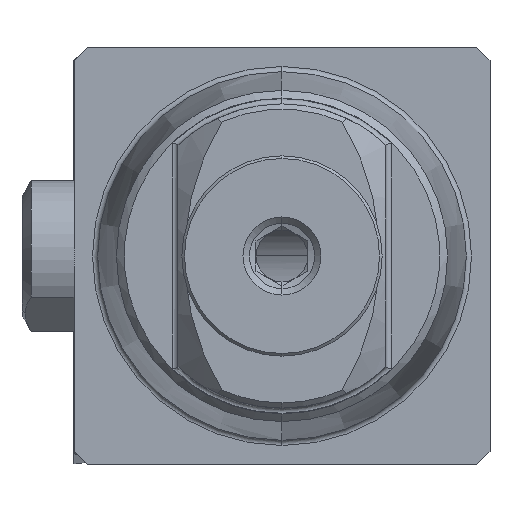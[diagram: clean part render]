
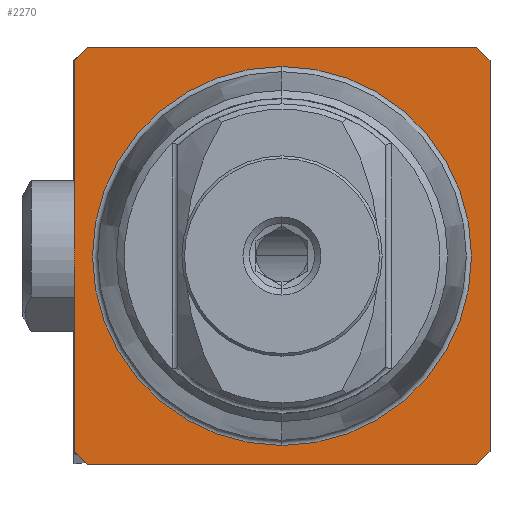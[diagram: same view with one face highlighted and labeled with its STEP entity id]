
A CAD part, left-side view. The second image highlights one B-rep face of the part: STEP entity #2270.
In plain terms, the highlighted planar face has unit normal (-1, 0, 0).
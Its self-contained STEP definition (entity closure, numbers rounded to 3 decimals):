
#359 = CARTESIAN_POINT ( 'NONE',  ( 0., 0., 7.287 ) ) ;
#388 = CARTESIAN_POINT ( 'NONE',  ( 0., -7.5, -8. ) ) ;
#404 = CARTESIAN_POINT ( 'NONE',  ( 0., 7.5, -8. ) ) ;
#406 = DIRECTION ( 'NONE',  ( -1., 0., 0. ) ) ;
#479 = VECTOR ( 'NONE', #7996, 1000. ) ;
#508 = CARTESIAN_POINT ( 'NONE',  ( 0., 8., 0. ) ) ;
#578 = CIRCLE ( 'NONE', #2135, 7.287 ) ;
#585 = LINE ( 'NONE', #4526, #3315 ) ;
#677 = CARTESIAN_POINT ( 'NONE',  ( 0., 8., -7.5 ) ) ;
#820 = CARTESIAN_POINT ( 'NONE',  ( 0., 8., 7.5 ) ) ;
#871 = EDGE_CURVE ( 'NONE', #1799, #1975, #7199, .T. ) ;
#1008 = CARTESIAN_POINT ( 'NONE',  ( 0., -8., -7.5 ) ) ;
#1180 = CARTESIAN_POINT ( 'NONE',  ( 0., -7.5, 8. ) ) ;
#1316 = CARTESIAN_POINT ( 'NONE',  ( 0., 7.5, 8. ) ) ;
#1514 = FACE_BOUND ( 'NONE', #3057, .T. ) ;
#1573 = VERTEX_POINT ( 'NONE', #3509 ) ;
#1596 = PLANE ( 'NONE',  #4877 ) ;
#1630 = DIRECTION ( 'NONE',  ( -1., 0., 0. ) ) ;
#1778 = CARTESIAN_POINT ( 'NONE',  ( 0., -8., 7.5 ) ) ;
#1799 = VERTEX_POINT ( 'NONE', #1316 ) ;
#1869 = DIRECTION ( 'NONE',  ( 0., -1., 0. ) ) ;
#1975 = VERTEX_POINT ( 'NONE', #820 ) ;
#2135 = AXIS2_PLACEMENT_3D ( 'NONE', #7491, #1630, #6913 ) ;
#2142 = VECTOR ( 'NONE', #3992, 1000. ) ;
#2168 = ORIENTED_EDGE ( 'NONE', *, *, #7328, .F. ) ;
#2215 = VECTOR ( 'NONE', #4472, 1000. ) ;
#2219 = DIRECTION ( 'NONE',  ( 0., 1., 0. ) ) ;
#2270 = ADVANCED_FACE ( 'NONE', ( #1514, #2969 ), #1596, .F. ) ;
#2400 = DIRECTION ( 'NONE',  ( 0., -0.707, 0.707 ) ) ;
#2472 = EDGE_CURVE ( 'NONE', #6061, #5481, #4518, .T. ) ;
#2655 = EDGE_CURVE ( 'NONE', #3478, #1573, #7817, .T. ) ;
#2727 = VERTEX_POINT ( 'NONE', #359 ) ;
#2847 = VECTOR ( 'NONE', #4447, 1000. ) ;
#2880 = LINE ( 'NONE', #5554, #7398 ) ;
#2969 = FACE_OUTER_BOUND ( 'NONE', #7389, .T. ) ;
#3057 = EDGE_LOOP ( 'NONE', ( #2168, #7719 ) ) ;
#3110 = DIRECTION ( 'NONE',  ( 0., 0., 1. ) ) ;
#3275 = EDGE_CURVE ( 'NONE', #6982, #7826, #5146, .T. ) ;
#3315 = VECTOR ( 'NONE', #1869, 1000. ) ;
#3385 = ORIENTED_EDGE ( 'NONE', *, *, #4172, .F. ) ;
#3478 = VERTEX_POINT ( 'NONE', #677 ) ;
#3479 = ORIENTED_EDGE ( 'NONE', *, *, #7875, .F. ) ;
#3509 = CARTESIAN_POINT ( 'NONE',  ( 0., 7.5, -8. ) ) ;
#3516 = VECTOR ( 'NONE', #5190, 1000. ) ;
#3602 = ORIENTED_EDGE ( 'NONE', *, *, #7941, .F. ) ;
#3790 = CARTESIAN_POINT ( 'NONE',  ( 0., -7.5, 8. ) ) ;
#3992 = DIRECTION ( 'NONE',  ( 0., 0., -1. ) ) ;
#4165 = LINE ( 'NONE', #8086, #2142 ) ;
#4172 = EDGE_CURVE ( 'NONE', #1799, #7826, #585, .T. ) ;
#4183 = VECTOR ( 'NONE', #2400, 1000. ) ;
#4447 = DIRECTION ( 'NONE',  ( 0., 0., 1. ) ) ;
#4472 = DIRECTION ( 'NONE',  ( 0., -0.707, -0.707 ) ) ;
#4482 = CARTESIAN_POINT ( 'NONE',  ( 0., 8., 7.5 ) ) ;
#4497 = EDGE_CURVE ( 'NONE', #6061, #1573, #2880, .T. ) ;
#4518 = LINE ( 'NONE', #7194, #4183 ) ;
#4526 = CARTESIAN_POINT ( 'NONE',  ( 0., 7.287, 8. ) ) ;
#4759 = VERTEX_POINT ( 'NONE', #6590 ) ;
#4871 = ORIENTED_EDGE ( 'NONE', *, *, #871, .T. ) ;
#4877 = AXIS2_PLACEMENT_3D ( 'NONE', #6350, #5557, #4981 ) ;
#4981 = DIRECTION ( 'NONE',  ( 0., 0., -1. ) ) ;
#5146 = LINE ( 'NONE', #1180, #3516 ) ;
#5190 = DIRECTION ( 'NONE',  ( 0., 0.707, 0.707 ) ) ;
#5346 = AXIS2_PLACEMENT_3D ( 'NONE', #7777, #406, #3110 ) ;
#5481 = VERTEX_POINT ( 'NONE', #1008 ) ;
#5554 = CARTESIAN_POINT ( 'NONE',  ( 0., 7.287, -8. ) ) ;
#5557 = DIRECTION ( 'NONE',  ( 1., 0., 0. ) ) ;
#5591 = ORIENTED_EDGE ( 'NONE', *, *, #2655, .T. ) ;
#5796 = LINE ( 'NONE', #508, #2847 ) ;
#6061 = VERTEX_POINT ( 'NONE', #388 ) ;
#6350 = CARTESIAN_POINT ( 'NONE',  ( 0., 7.287, 0. ) ) ;
#6536 = ORIENTED_EDGE ( 'NONE', *, *, #2472, .T. ) ;
#6590 = CARTESIAN_POINT ( 'NONE',  ( 0., 0., -7.287 ) ) ;
#6913 = DIRECTION ( 'NONE',  ( 0., 0., 1. ) ) ;
#6982 = VERTEX_POINT ( 'NONE', #1778 ) ;
#7071 = EDGE_CURVE ( 'NONE', #4759, #2727, #7754, .T. ) ;
#7194 = CARTESIAN_POINT ( 'NONE',  ( 0., -8., -7.5 ) ) ;
#7199 = LINE ( 'NONE', #4482, #479 ) ;
#7328 = EDGE_CURVE ( 'NONE', #2727, #4759, #578, .T. ) ;
#7389 = EDGE_LOOP ( 'NONE', ( #3479, #5591, #7487, #6536, #3602, #8611, #3385, #4871 ) ) ;
#7398 = VECTOR ( 'NONE', #2219, 1000. ) ;
#7487 = ORIENTED_EDGE ( 'NONE', *, *, #4497, .F. ) ;
#7491 = CARTESIAN_POINT ( 'NONE',  ( 0., 0., 0. ) ) ;
#7719 = ORIENTED_EDGE ( 'NONE', *, *, #7071, .F. ) ;
#7754 = CIRCLE ( 'NONE', #5346, 7.287 ) ;
#7777 = CARTESIAN_POINT ( 'NONE',  ( 0., 0., 0. ) ) ;
#7817 = LINE ( 'NONE', #404, #2215 ) ;
#7826 = VERTEX_POINT ( 'NONE', #3790 ) ;
#7875 = EDGE_CURVE ( 'NONE', #3478, #1975, #5796, .T. ) ;
#7941 = EDGE_CURVE ( 'NONE', #6982, #5481, #4165, .T. ) ;
#7996 = DIRECTION ( 'NONE',  ( 0., 0.707, -0.707 ) ) ;
#8086 = CARTESIAN_POINT ( 'NONE',  ( 0., -8., 0. ) ) ;
#8611 = ORIENTED_EDGE ( 'NONE', *, *, #3275, .T. ) ;
